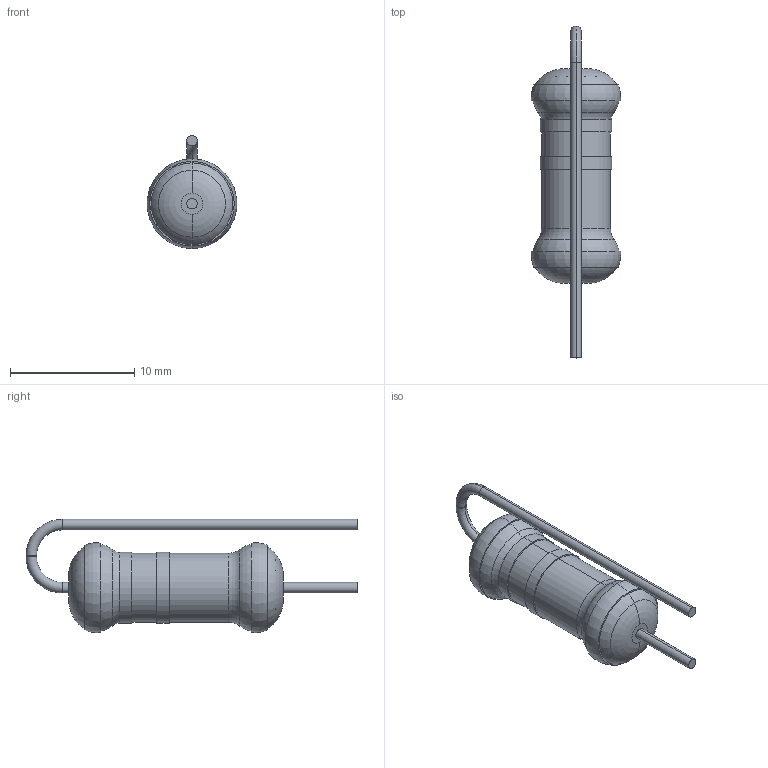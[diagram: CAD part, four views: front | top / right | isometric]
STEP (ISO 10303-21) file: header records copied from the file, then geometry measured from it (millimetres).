
FILE_DESCRIPTION (( 'STEP AP214' ), '1' );
FILE_NAME ('Hitano MOR500S 5% 0.68 Ohm.STEP', '2024-03-07T10:45:55', ( '' ), ( '' ), 'SwSTEP 2.0', 'SolidWorks 2024', '' );
FILE_SCHEMA (( 'AUTOMOTIVE_DESIGN' ));
Length unit declared in the file: millimetre
Products named in the file (1): Hitano MOR500S 5% 0.68 Ohm
Bounding box: 7.18 x 26.73 x 9.12 mm (x, y, z)
Volume: 502.3 mm3; surface area: 487.9 mm2
Topology: 1 solids, 1 shells, 52 faces, 106 edges, 66 vertices
Faces by surface type: torus 24, cylinder 16, plane 12
Entity records: 1431 total; most frequent: DIRECTION 302, CARTESIAN_POINT 225, ORIENTED_EDGE 212, AXIS2_PLACEMENT_3D 143, EDGE_CURVE 106, CIRCLE 90, VERTEX_POINT 66, EDGE_LOOP 62
